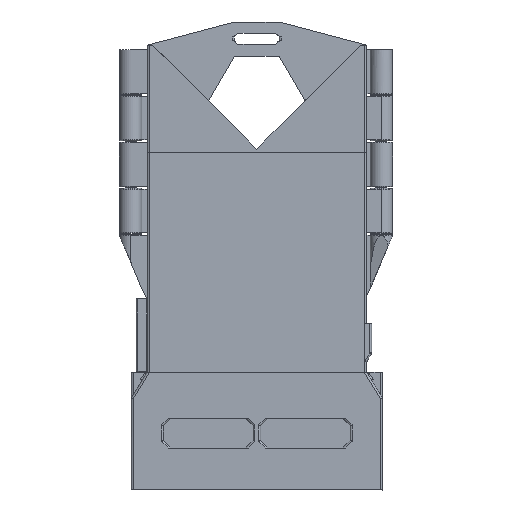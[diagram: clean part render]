
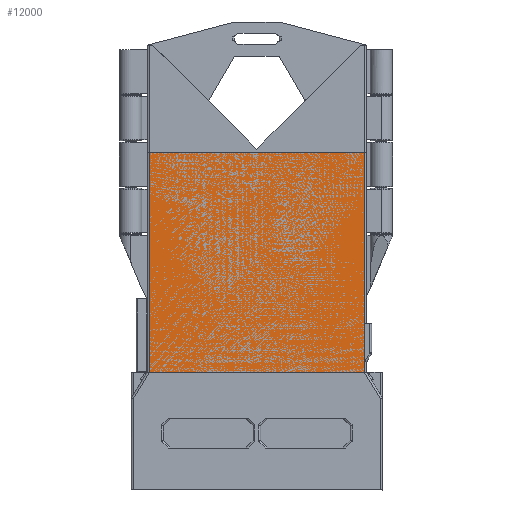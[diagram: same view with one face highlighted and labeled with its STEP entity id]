
A CAD part, left-side view. The second image highlights one B-rep face of the part: STEP entity #12000.
In plain terms, the highlighted planar face has unit normal (-1, 0, 0).
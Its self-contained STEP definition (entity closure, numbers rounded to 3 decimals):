
#919=PLANE('',#13219);
#1473=FACE_OUTER_BOUND('',#2163,.T.);
#2163=EDGE_LOOP('',(#9938,#9939,#9940,#9941));
#3040=LINE('',#20332,#4122);
#3041=LINE('',#20336,#4123);
#3042=LINE('',#20338,#4124);
#3043=LINE('',#20339,#4125);
#4122=VECTOR('',#16047,10.);
#4123=VECTOR('',#16052,10.);
#4124=VECTOR('',#16053,10.);
#4125=VECTOR('',#16054,10.);
#5509=VERTEX_POINT('',#20329);
#5510=VERTEX_POINT('',#20331);
#5511=VERTEX_POINT('',#20335);
#5512=VERTEX_POINT('',#20337);
#7057=EDGE_CURVE('',#5510,#5509,#3040,.T.);
#7059=EDGE_CURVE('',#5509,#5511,#3041,.F.);
#7060=EDGE_CURVE('',#5512,#5511,#3042,.T.);
#7061=EDGE_CURVE('',#5512,#5510,#3043,.T.);
#9938=ORIENTED_EDGE('',*,*,#7059,.T.);
#9939=ORIENTED_EDGE('',*,*,#7060,.F.);
#9940=ORIENTED_EDGE('',*,*,#7061,.T.);
#9941=ORIENTED_EDGE('',*,*,#7057,.T.);
#12000=ADVANCED_FACE('',(#1473),#919,.T.);
#13219=AXIS2_PLACEMENT_3D('',#20334,#16050,#16051);
#16047=DIRECTION('',(0.,0.,1.));
#16050=DIRECTION('center_axis',(-1.,0.,0.));
#16051=DIRECTION('ref_axis',(0.,-1.,0.));
#16052=DIRECTION('',(0.,-1.,0.));
#16053=DIRECTION('',(0.,0.,1.));
#16054=DIRECTION('',(0.,-1.,0.));
#20329=CARTESIAN_POINT('',(-15.32,0.5,58.95));
#20331=CARTESIAN_POINT('',(-15.32,0.5,0.));
#20332=CARTESIAN_POINT('',(-15.32,0.5,0.));
#20334=CARTESIAN_POINT('Origin',(-15.32,58.2,0.));
#20335=CARTESIAN_POINT('',(-15.32,58.2,58.95));
#20336=CARTESIAN_POINT('',(-15.32,43.775,58.95));
#20337=CARTESIAN_POINT('',(-15.32,58.2,0.));
#20338=CARTESIAN_POINT('',(-15.32,58.2,0.));
#20339=CARTESIAN_POINT('',(-15.32,58.2,0.));
